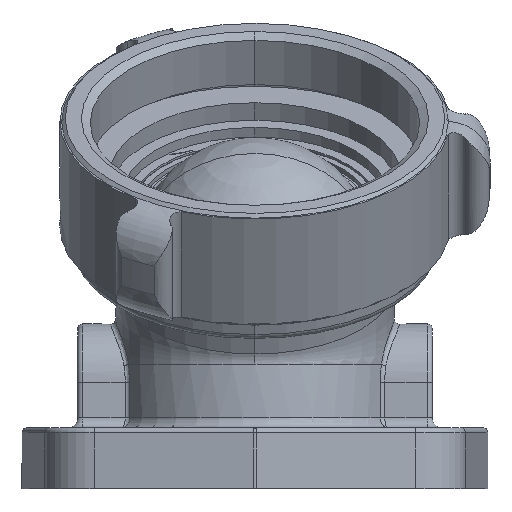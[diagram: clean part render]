
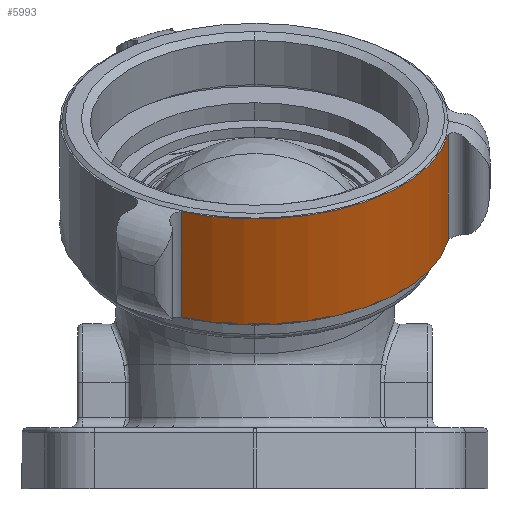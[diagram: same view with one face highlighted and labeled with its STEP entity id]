
A CAD part, front view. The second image highlights one B-rep face of the part: STEP entity #5993.
In plain terms, the highlighted cylindrical face has radius 61.119 mm (diameter 122.237 mm), a partial arc.
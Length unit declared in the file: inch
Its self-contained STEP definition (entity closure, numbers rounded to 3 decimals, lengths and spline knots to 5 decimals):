
#4351=CARTESIAN_POINT('',(0.,-0.67148,3.28803));
#4352=DIRECTION('',(0.,-0.5,0.866));
#4353=DIRECTION('',(-0.378,-0.802,-0.463));
#4354=AXIS2_PLACEMENT_3D('',#4351,#4352,#4353);
#4420=CARTESIAN_POINT('',(0.,-1.42301,4.58973));
#4421=DIRECTION('',(0.,-0.5,0.866));
#4422=DIRECTION('',(-0.378,-0.802,-0.463));
#4423=AXIS2_PLACEMENT_3D('',#4420,#4421,#4422);
#4683=DIRECTION('',(0.,-0.5,0.866));
#4684=VECTOR('',#4683,1.50307);
#4685=CARTESIAN_POINT('',(2.38421,-0.95291,
3.12555));
#4686=LINE('',#4685,#4684);
#4687=DIRECTION('',(0.,-0.5,0.866));
#4688=VECTOR('',#4687,1.50307);
#4689=CARTESIAN_POINT('',(-0.91067,-2.60035,
2.1744));
#4690=LINE('',#4689,#4688);
#5679=CARTESIAN_POINT('',(-0.91067,-3.35188,
3.47609));
#5680=CARTESIAN_POINT('',(2.38421,-1.70444,4.42724));
#5681=VERTEX_POINT('',#5679);
#5682=VERTEX_POINT('',#5680);
#5687=CARTESIAN_POINT('',(-0.91067,-2.60035,
2.1744));
#5688=CARTESIAN_POINT('',(2.38421,-0.95291,
3.12555));
#5689=VERTEX_POINT('',#5687);
#5690=VERTEX_POINT('',#5688);
#5981=CARTESIAN_POINT('',(0.,-0.60931,3.18035));
#5982=DIRECTION('',(0.,-0.5,0.866));
#5983=DIRECTION('',(1.,0.,0.));
#5984=AXIS2_PLACEMENT_3D('',#5981,#5982,#5983);
#5985=CYLINDRICAL_SURFACE('',#5984,2.40625);
#5986=ORIENTED_EDGE('',*,*,#5899,.T.);
#5987=ORIENTED_EDGE('',*,*,#5939,.F.);
#5988=ORIENTED_EDGE('',*,*,#5795,.F.);
#5990=ORIENTED_EDGE('',*,*,#5989,.T.);
#5991=EDGE_LOOP('',(#5986,#5987,#5988,#5990));
#5992=FACE_OUTER_BOUND('',#5991,.F.);
#5993=ADVANCED_FACE('',(#5992),#5985,.T.);
#4355=CIRCLE('',#4354,2.40625);
#4424=CIRCLE('',#4423,2.40625);
#5795=EDGE_CURVE('',#5689,#5690,#4355,.T.);
#5899=EDGE_CURVE('',#5681,#5682,#4424,.T.);
#5939=EDGE_CURVE('',#5690,#5682,#4686,.T.);
#5989=EDGE_CURVE('',#5689,#5681,#4690,.T.);
